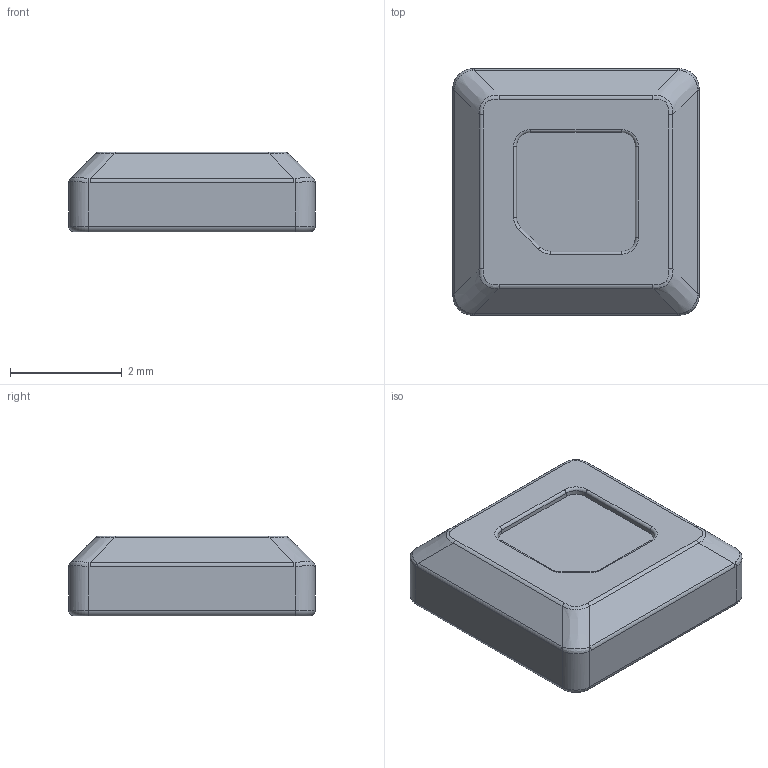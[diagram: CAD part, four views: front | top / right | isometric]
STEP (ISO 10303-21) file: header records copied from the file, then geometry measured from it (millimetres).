
FILE_DESCRIPTION(/* description */ (''),/* implementation_level */ '2;1');
FILE_NAME(/* name */ 'MV-1 Embedded Microvalve 2024-02-20.step',/* time_stamp */ '2024-02-20T16:56:31-05:00',/* author */ (''),/* organization */ (''),/* preprocessor_version */ 'ST-DEVELOPER v20',/* originating_system */ 'Autodesk Translation Framework v12.20.1.177',/* authorisation */ '');
FILE_SCHEMA (('AUTOMOTIVE_DESIGN { 1 0 10303 214 3 1 1 }'));
Length unit declared in the file: millimetre
Products named in the file (3): Parallel Air Operated Diaphragm Valve Layout CAD; Valve Subassembly; Cap
Assembly tree (2 placements, depth 2):
  Parallel Air Operated Diaphragm Valve Layout CAD
    Valve Subassembly
    Cap
Bounding box: 4.4 x 4.4 x 1.43 mm (x, y, z)
Volume: 24.8 mm3; surface area: 59 mm2
Topology: 1 solids, 1 shells, 182 faces, 453 edges, 288 vertices
Faces by surface type: plane 89, bspline 55, cylinder 29, torus 9
Full cylindrical faces by diameter (mm): 0.35 x3
Entity records: 6289 total; most frequent: CARTESIAN_POINT 2183, ORIENTED_EDGE 906, DIRECTION 686, EDGE_CURVE 453, VERTEX_POINT 288, LINE 280, VECTOR 280, AXIS2_PLACEMENT_3D 203
